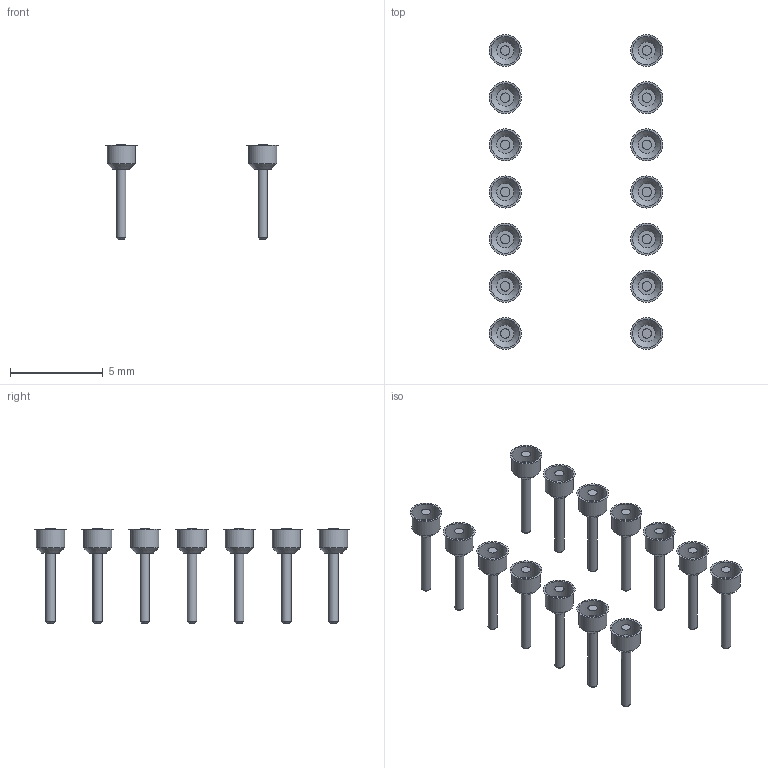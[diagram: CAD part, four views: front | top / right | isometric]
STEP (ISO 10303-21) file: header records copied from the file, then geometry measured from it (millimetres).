
FILE_DESCRIPTION(('FreeCAD Model'),'2;1');
FILE_NAME('Open CASCADE Shape Model','2025-09-09T16:46:48',('Author'),( ''),'Open CASCADE STEP processor 7.8','FreeCAD','Unknown');
FILE_SCHEMA(('AUTOMOTIVE_DESIGN { 1 0 10303 214 1 1 1 1 }'));
Length unit declared in the file: millimetre
Products named in the file (113): Unnamed; Face016; Face017; Face018; Face027; Face028; Face029; Face030; Face031; Face038; Face039; Face040; Face041; Face042; Face043; Face066; Face067; Face068; Face070; Face071; Face072; Face073; Face074; Face075; Face076; Face077; Face078; Face079; Face080; Face095; Face096; Face097; Face098; Face099; Face100; Face101; Face102; Face103; Face104; Face105 ...
Assembly tree (112 placements, depth 2):
  Unnamed
    Face016
    Face017
    Face018
    Face027
    Face028
    Face029
    Face030
    Face031
    Face038
    Face039
    Face040
    Face041
    Face042
    Face043
    Face066
    Face067
    Face068
    Face070
    Face071
    Face072
    Face073
    Face074
    Face075
    Face076
    Face077
    Face078
    Face079
    Face080
    Face095
    Face096
    Face097
    Face098
    Face099
    Face100
    Face101
    Face102
    Face103
    Face104
    Face105
    Face106
    Face107
    Face108
    Face123
    Face124
    Face125
    Face126
    Face127
    Face128
    Face129
    Face130
    Face131
    Face132
    Face133
    Face134
    Face135
    Face136
    Face151
    Face152
    Face153
Bounding box: 9.34 x 16.96 x 5.12 mm (x, y, z)
Surface area: 192.2 mm2 (no closed solid volume)
Topology: 0 solids, 112 shells, 112 faces, 252 edges, 196 vertices
Faces by surface type: plane 56, cylinder 28, cone 28
Full cylindrical faces by diameter (mm): 0.508 x14, 1.524 x14
Entity records: 6486 total; most frequent: DIRECTION 898, CARTESIAN_POINT 673, AXIS2_PLACEMENT_3D 421, ORIENTED_EDGE 308, EDGE_CURVE 252, PRODUCT_DEFINITION_SHAPE 225, VERTEX_POINT 196, CIRCLE 196
